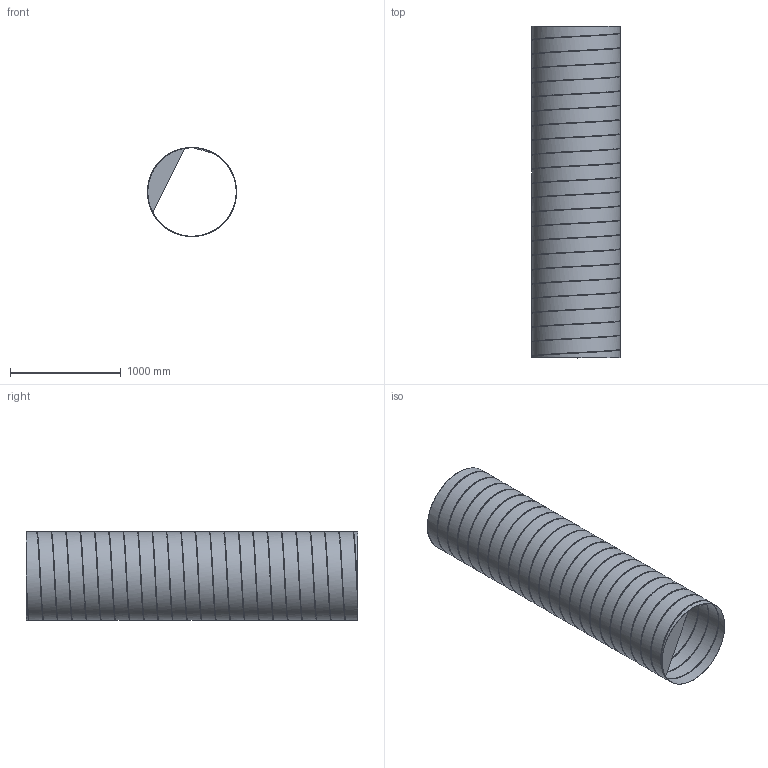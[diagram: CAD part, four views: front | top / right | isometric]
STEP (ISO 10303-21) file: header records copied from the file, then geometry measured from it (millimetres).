
FILE_DESCRIPTION((''),'2;1');
FILE_NAME('HREX-12-3000.stp','2014-03-25T10:15:13',(''),(''),'Autodesk Inventor 2013','Autodesk Inventor 2013','');
FILE_SCHEMA(('AUTOMOTIVE_DESIGN { 1 2 10303 214 0 1 1 1 }'));
Length unit declared in the file: millimetre
Products named in the file (1): HREX-12-3000
Bounding box: 804.8 x 3000 x 804.84 mm (x, y, z)
Volume: 4171408.3 mm3; surface area: 15255707.7 mm2
Topology: 1 solids, 1 shells, 11 faces, 27 edges, 18 vertices
Faces by surface type: bspline 6, cylinder 3, plane 2
Entity records: 22717 total; most frequent: CARTESIAN_POINT 22463, ORIENTED_EDGE 54, EDGE_CURVE 27, DIRECTION 24, B_SPLINE_CURVE_WITH_KNOTS 21, VERTEX_POINT 18, AXIS2_PLACEMENT_3D 12, STYLED_ITEM 12
